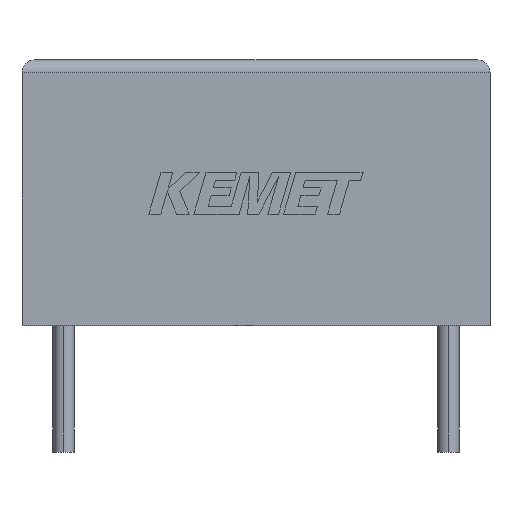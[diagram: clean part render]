
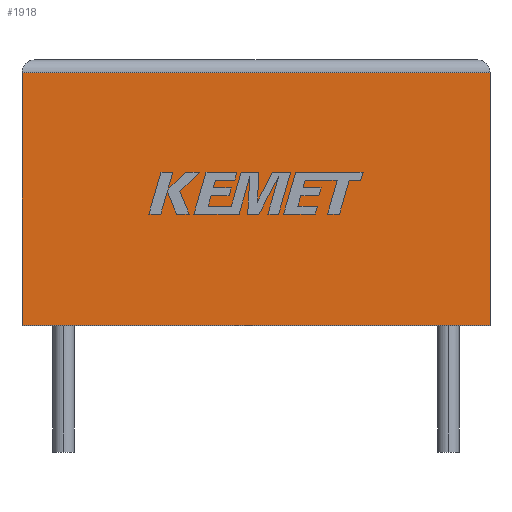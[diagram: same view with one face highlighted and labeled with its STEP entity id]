
A CAD part, top view. The second image highlights one B-rep face of the part: STEP entity #1918.
In plain terms, the highlighted planar face has unit normal (0, 0, 1).
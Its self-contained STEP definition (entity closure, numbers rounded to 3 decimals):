
#16 = EDGE_CURVE ( 'NONE', #2405, #1496, #1337, .T. ) ;
#18 = VECTOR ( 'NONE', #526, 1000. ) ;
#45 = ORIENTED_EDGE ( 'NONE', *, *, #1538, .T. ) ;
#136 = VERTEX_POINT ( 'NONE', #461 ) ;
#166 = DIRECTION ( 'NONE',  ( 1., 0., 0. ) ) ;
#187 = AXIS2_PLACEMENT_3D ( 'NONE', #330, #1665, #1267 ) ;
#308 = EDGE_LOOP ( 'NONE', ( #1426, #2370, #729, #45 ) ) ;
#330 = CARTESIAN_POINT ( 'NONE',  ( 0., 0., 5.2 ) ) ;
#337 = CARTESIAN_POINT ( 'NONE',  ( 0., 10., 5.2 ) ) ;
#461 = CARTESIAN_POINT ( 'NONE',  ( 0., 10., 5.2 ) ) ;
#507 = CARTESIAN_POINT ( 'NONE',  ( 18.5, 10., 5.2 ) ) ;
#509 = VECTOR ( 'NONE', #166, 1000. ) ;
#526 = DIRECTION ( 'NONE',  ( -1., 0., 0. ) ) ;
#555 = LINE ( 'NONE', #337, #18 ) ;
#613 = LINE ( 'NONE', #892, #1425 ) ;
#729 = ORIENTED_EDGE ( 'NONE', *, *, #2324, .T. ) ;
#829 = LINE ( 'NONE', #886, #509 ) ;
#886 = CARTESIAN_POINT ( 'NONE',  ( 0., 0., 5.2 ) ) ;
#892 = CARTESIAN_POINT ( 'NONE',  ( 0., 0., 5.2 ) ) ;
#1115 = CARTESIAN_POINT ( 'NONE',  ( 18.5, 0., 5.2 ) ) ;
#1189 = FACE_OUTER_BOUND ( 'NONE', #308, .T. ) ;
#1196 = DIRECTION ( 'NONE',  ( 0., 1., 0. ) ) ;
#1267 = DIRECTION ( 'NONE',  ( -1., 0., 0. ) ) ;
#1293 = CARTESIAN_POINT ( 'NONE',  ( 0., 0., 5.2 ) ) ;
#1300 = DIRECTION ( 'NONE',  ( 0., -1., 0. ) ) ;
#1337 = LINE ( 'NONE', #1115, #2002 ) ;
#1425 = VECTOR ( 'NONE', #1300, 1000. ) ;
#1426 = ORIENTED_EDGE ( 'NONE', *, *, #16, .T. ) ;
#1496 = VERTEX_POINT ( 'NONE', #507 ) ;
#1538 = EDGE_CURVE ( 'NONE', #1590, #2405, #829, .T. ) ;
#1590 = VERTEX_POINT ( 'NONE', #1293 ) ;
#1665 = DIRECTION ( 'NONE',  ( 0., 0., -1. ) ) ;
#1918 = ADVANCED_FACE ( 'NONE', ( #1189 ), #2048, .F. ) ;
#2002 = VECTOR ( 'NONE', #1196, 1000. ) ;
#2004 = CARTESIAN_POINT ( 'NONE',  ( 18.5, 0., 5.2 ) ) ;
#2048 = PLANE ( 'NONE',  #187 ) ;
#2324 = EDGE_CURVE ( 'NONE', #136, #1590, #613, .T. ) ;
#2363 = EDGE_CURVE ( 'NONE', #1496, #136, #555, .T. ) ;
#2370 = ORIENTED_EDGE ( 'NONE', *, *, #2363, .T. ) ;
#2405 = VERTEX_POINT ( 'NONE', #2004 ) ;
